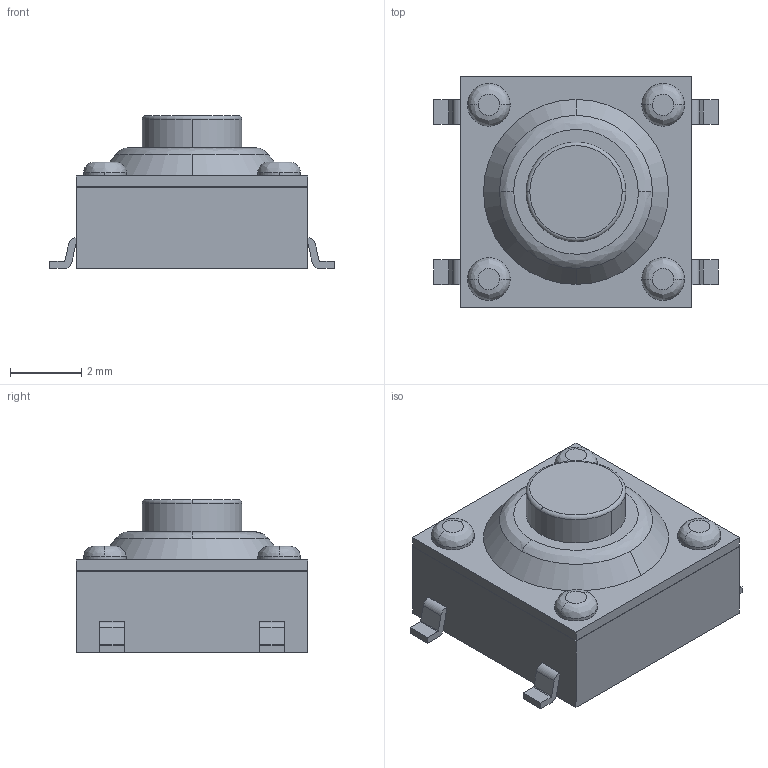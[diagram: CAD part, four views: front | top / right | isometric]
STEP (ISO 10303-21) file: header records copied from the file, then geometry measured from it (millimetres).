
FILE_DESCRIPTION (( 'STEP AP214' ), '1' );
FILE_NAME ('User Library-TS-1143S-WP.STEP', '2015-06-24T10:38:56', ( 'Windows User' ), ( '' ), 'SwSTEP 2.0', 'SolidWorks 2015', '' );
FILE_SCHEMA (( 'AUTOMOTIVE_DESIGN' ));
Length unit declared in the file: millimetre
Products named in the file (1): User Library-TS-1143S-WP
Bounding box: 8 x 6.5 x 4.3 mm (x, y, z)
Volume: 130.5 mm3; surface area: 251.9 mm2
Topology: 1 solids, 1 shells, 104 faces, 270 edges, 180 vertices
Faces by surface type: plane 54, cylinder 36, bspline 10, torus 2, cone 2
Entity records: 3776 total; most frequent: CARTESIAN_POINT 803, DIRECTION 552, ORIENTED_EDGE 540, EDGE_CURVE 270, AXIS2_PLACEMENT_3D 197, VERTEX_POINT 180, LINE 158, VECTOR 158
